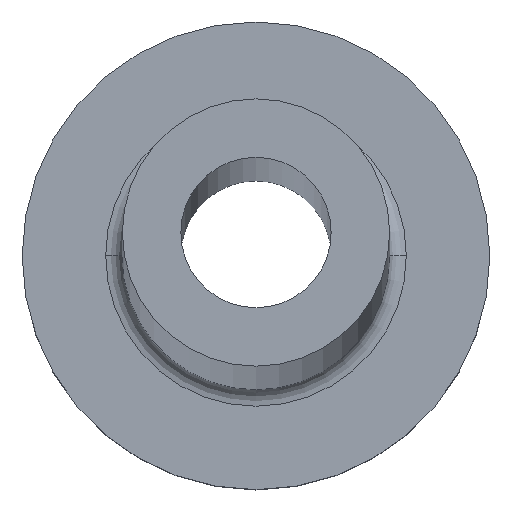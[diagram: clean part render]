
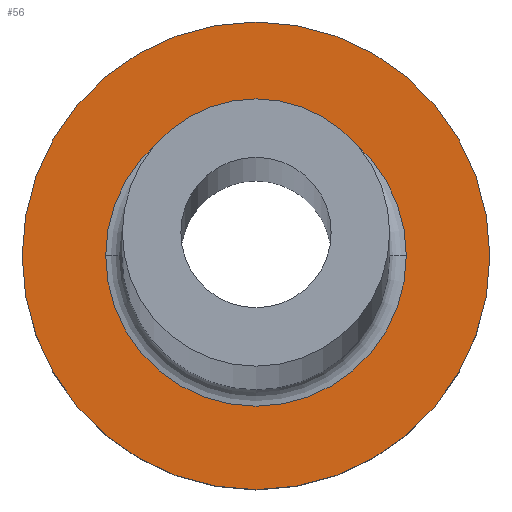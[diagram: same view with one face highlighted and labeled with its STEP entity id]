
A CAD part, top view. The second image highlights one B-rep face of the part: STEP entity #56.
In plain terms, the highlighted planar face has unit normal (0, 0, 1).
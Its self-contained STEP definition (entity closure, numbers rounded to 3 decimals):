
#1 = FACE_OUTER_BOUND ( 'NONE', #197, .T. ) ;
#4 = PLANE ( 'NONE',  #356 ) ;
#10 = EDGE_CURVE ( 'NONE', #158, #149, #295, .T. ) ;
#56 = ADVANCED_FACE ( 'NONE', ( #259, #1 ), #4, .T. ) ;
#68 = CIRCLE ( 'NONE', #115, 7. ) ;
#74 = DIRECTION ( 'NONE',  ( 0., 0., 1. ) ) ;
#78 = DIRECTION ( 'NONE',  ( 1., 0., 0. ) ) ;
#98 = CARTESIAN_POINT ( 'NONE',  ( 0., 0., 5. ) ) ;
#100 = DIRECTION ( 'NONE',  ( 1., 0., 0. ) ) ;
#104 = CARTESIAN_POINT ( 'NONE',  ( 7., 0., 5. ) ) ;
#108 = CARTESIAN_POINT ( 'NONE',  ( -7., 0., 5. ) ) ;
#115 = AXIS2_PLACEMENT_3D ( 'NONE', #141, #246, #190 ) ;
#117 = VERTEX_POINT ( 'NONE', #267 ) ;
#127 = DIRECTION ( 'NONE',  ( 1., 0., 0. ) ) ;
#141 = CARTESIAN_POINT ( 'NONE',  ( 0., 0., 5. ) ) ;
#149 = VERTEX_POINT ( 'NONE', #108 ) ;
#158 = VERTEX_POINT ( 'NONE', #104 ) ;
#160 = CARTESIAN_POINT ( 'NONE',  ( 0., 0., 5. ) ) ;
#171 = DIRECTION ( 'NONE',  ( 1., 0., 0. ) ) ;
#172 = AXIS2_PLACEMENT_3D ( 'NONE', #160, #244, #127 ) ;
#186 = CARTESIAN_POINT ( 'NONE',  ( 0., 0., 5. ) ) ;
#187 = EDGE_CURVE ( 'NONE', #336, #117, #362, .T. ) ;
#190 = DIRECTION ( 'NONE',  ( 1., 0., 0. ) ) ;
#197 = EDGE_LOOP ( 'NONE', ( #214, #270 ) ) ;
#214 = ORIENTED_EDGE ( 'NONE', *, *, #323, .T. ) ;
#220 = CARTESIAN_POINT ( 'NONE',  ( -4.5, 0., 5. ) ) ;
#228 = CARTESIAN_POINT ( 'NONE',  ( 0., 0., 5. ) ) ;
#244 = DIRECTION ( 'NONE',  ( 0., 0., -1. ) ) ;
#246 = DIRECTION ( 'NONE',  ( 0., 0., 1. ) ) ;
#252 = EDGE_CURVE ( 'NONE', #117, #336, #286, .T. ) ;
#259 = FACE_BOUND ( 'NONE', #268, .T. ) ;
#264 = AXIS2_PLACEMENT_3D ( 'NONE', #228, #74, #171 ) ;
#267 = CARTESIAN_POINT ( 'NONE',  ( 4.5, 0., 5. ) ) ;
#268 = EDGE_LOOP ( 'NONE', ( #365, #370 ) ) ;
#270 = ORIENTED_EDGE ( 'NONE', *, *, #10, .T. ) ;
#286 = CIRCLE ( 'NONE', #172, 4.5 ) ;
#295 = CIRCLE ( 'NONE', #264, 7. ) ;
#321 = DIRECTION ( 'NONE',  ( 0., 0., 1. ) ) ;
#323 = EDGE_CURVE ( 'NONE', #149, #158, #68, .T. ) ;
#336 = VERTEX_POINT ( 'NONE', #220 ) ;
#356 = AXIS2_PLACEMENT_3D ( 'NONE', #98, #321, #100 ) ;
#362 = CIRCLE ( 'NONE', #369, 4.5 ) ;
#364 = DIRECTION ( 'NONE',  ( 0., 0., -1. ) ) ;
#365 = ORIENTED_EDGE ( 'NONE', *, *, #252, .T. ) ;
#369 = AXIS2_PLACEMENT_3D ( 'NONE', #186, #364, #78 ) ;
#370 = ORIENTED_EDGE ( 'NONE', *, *, #187, .T. ) ;
